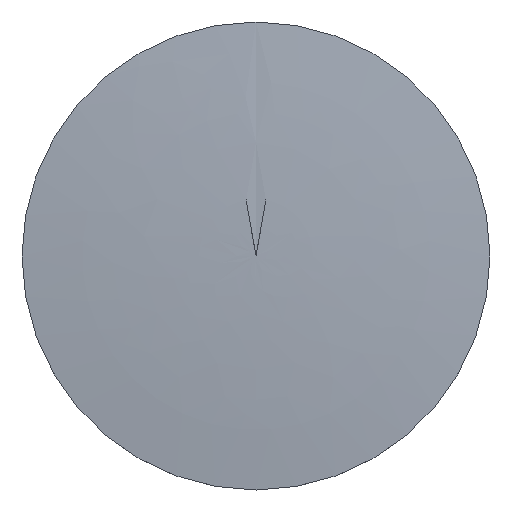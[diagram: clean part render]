
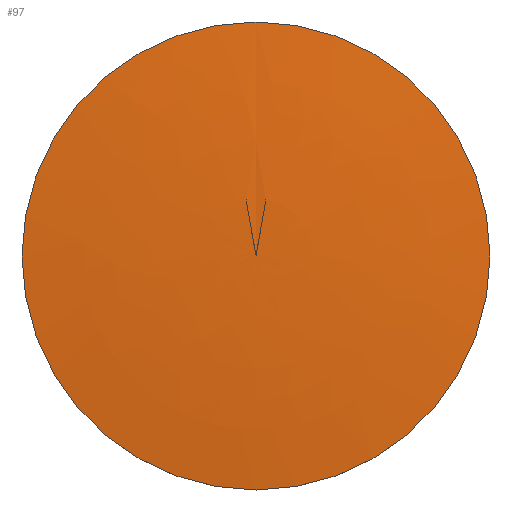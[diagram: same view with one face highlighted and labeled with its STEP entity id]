
A CAD part, top view. The second image highlights one B-rep face of the part: STEP entity #97.
In plain terms, the highlighted face is a revolution surface.
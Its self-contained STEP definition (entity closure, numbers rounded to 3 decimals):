
#97=ADVANCED_FACE('',(#105,#106),#107,.T.);
#105=FACE_BOUND('',#114,.T.);
#106=FACE_BOUND('',#115,.T.);
#107=SURFACE_OF_REVOLUTION('',#116,#117);
#114=VERTEX_LOOP('',#127);
#115=EDGE_LOOP('',(#128));
#116=B_SPLINE_CURVE_WITH_KNOTS('',3,(#129,#130,#131,#132,#133,#134,#135,#136,#137,#138,#139,#140,#141,#142,#143,#144,#145,#146,#147,#148,#149,#150,#151,#152,#153,#154,#155,#156,#157,#158,#159,#160,#161,#162,#163,#164,#165,#166,#167,#168,#169,#170,#171,#172,#173,#174,#175,#176,#177,#178,#179,#180,#181,#182,#183,#184,#185,#186,#187,#188,#189,#190,#191,#192,#193,#194,#195,#196,#197,#198,#199,#200,#201,#202,#203,#204,#205,#206,#207,#208,#209,#210,#211,#212,#213,#214,#215,#216,#217,#218,#219,#220,#221,#222,#223,#224,#225,#226,#227,#228,#229,#230,#231,#232,#233,#234,#235,#236,#237,#238,#239,#240,#241,#242,#243,#244,#245,#246,#247,#248,#249,#250,#251,#252,#253,#254,#255,#256,#257,#258),.UNSPECIFIED.,.F.,.F.,(4,2,2,2,2,2,2,2,2,2,2,2,2,2,2,2,2,2,2,2,2,2,2,2,2,2,2,2,2,2,2,2,2,2,2,2,2,2,2,2,2,2,2,2,2,2,2,2,2,2,2,2,2,2,2,2,2,2,2,2,2,2,2,2,4),(0.0,0.016,0.031,0.047,0.063,0.078,0.094,0.109,0.125,0.141,0.156,0.172,0.188,0.203,0.219,0.234,0.25,0.266,0.281,0.297,0.313,0.328,0.344,0.359,0.375,0.391,0.406,0.422,0.438,0.453,0.469,0.484,0.5,0.516,0.531,0.547,0.563,0.578,0.594,0.609,0.625,0.641,0.656,0.672,0.688,0.703,0.719,0.734,0.75,0.766,0.781,0.797,0.813,0.828,0.844,0.859,0.875,0.891,0.906,0.922,0.938,0.953,0.969,0.984,1.0),.UNSPECIFIED.);
#117=AXIS1_PLACEMENT('',#259,#260);
#127=VERTEX_POINT('',#263);
#128=ORIENTED_EDGE('',*,*,#261,.F.);
#129=CARTESIAN_POINT('',(0.0,0.0,10.08));
#130=CARTESIAN_POINT('',(0.0,0.526,10.08));
#131=CARTESIAN_POINT('',(0.0,1.052,10.08));
#132=CARTESIAN_POINT('',(0.0,2.104,10.078));
#133=CARTESIAN_POINT('',(0.0,2.63,10.077));
#134=CARTESIAN_POINT('',(0.0,3.682,10.073));
#135=CARTESIAN_POINT('',(0.0,4.208,10.071));
#136=CARTESIAN_POINT('',(0.0,5.26,10.065));
#137=CARTESIAN_POINT('',(0.0,5.786,10.062));
#138=CARTESIAN_POINT('',(0.0,6.839,10.055));
#139=CARTESIAN_POINT('',(0.0,7.365,10.051));
#140=CARTESIAN_POINT('',(0.0,8.417,10.042));
#141=CARTESIAN_POINT('',(0.0,8.943,10.037));
#142=CARTESIAN_POINT('',(0.0,9.995,10.027));
#143=CARTESIAN_POINT('',(0.0,10.521,10.021));
#144=CARTESIAN_POINT('',(0.0,11.573,10.008));
#145=CARTESIAN_POINT('',(0.0,12.099,10.002));
#146=CARTESIAN_POINT('',(0.0,13.151,9.987));
#147=CARTESIAN_POINT('',(0.0,13.677,9.98));
#148=CARTESIAN_POINT('',(0.0,14.729,9.964));
#149=CARTESIAN_POINT('',(0.0,15.255,9.955));
#150=CARTESIAN_POINT('',(0.0,16.307,9.937));
#151=CARTESIAN_POINT('',(0.0,16.833,9.928));
#152=CARTESIAN_POINT('',(0.0,17.885,9.909));
#153=CARTESIAN_POINT('',(0.0,18.411,9.898));
#154=CARTESIAN_POINT('',(0.0,19.464,9.877));
#155=CARTESIAN_POINT('',(0.0,19.99,9.866));
#156=CARTESIAN_POINT('',(0.0,21.042,9.843));
#157=CARTESIAN_POINT('',(0.0,21.568,9.831));
#158=CARTESIAN_POINT('',(0.0,22.62,9.806));
#159=CARTESIAN_POINT('',(0.0,23.146,9.793));
#160=CARTESIAN_POINT('',(0.0,24.198,9.766));
#161=CARTESIAN_POINT('',(0.0,24.724,9.753));
#162=CARTESIAN_POINT('',(0.0,25.776,9.724));
#163=CARTESIAN_POINT('',(0.0,26.302,9.71));
#164=CARTESIAN_POINT('',(0.0,27.354,9.679));
#165=CARTESIAN_POINT('',(0.0,27.88,9.664));
#166=CARTESIAN_POINT('',(0.0,28.932,9.632));
#167=CARTESIAN_POINT('',(0.0,29.458,9.616));
#168=CARTESIAN_POINT('',(0.0,30.51,9.582));
#169=CARTESIAN_POINT('',(0.0,31.036,9.565));
#170=CARTESIAN_POINT('',(0.0,32.089,9.53));
#171=CARTESIAN_POINT('',(0.0,32.615,9.512));
#172=CARTESIAN_POINT('',(0.0,33.667,9.475));
#173=CARTESIAN_POINT('',(0.0,34.193,9.456));
#174=CARTESIAN_POINT('',(0.0,35.245,9.417));
#175=CARTESIAN_POINT('',(0.0,35.771,9.397));
#176=CARTESIAN_POINT('',(0.0,36.823,9.357));
#177=CARTESIAN_POINT('',(0.0,37.349,9.336));
#178=CARTESIAN_POINT('',(0.0,38.401,9.294));
#179=CARTESIAN_POINT('',(0.0,38.927,9.272));
#180=CARTESIAN_POINT('',(0.0,39.979,9.229));
#181=CARTESIAN_POINT('',(0.0,40.505,9.206));
#182=CARTESIAN_POINT('',(0.0,41.557,9.161));
#183=CARTESIAN_POINT('',(0.0,42.083,9.138));
#184=CARTESIAN_POINT('',(0.0,43.135,9.09));
#185=CARTESIAN_POINT('',(0.0,43.661,9.066));
#186=CARTESIAN_POINT('',(0.0,44.714,9.017));
#187=CARTESIAN_POINT('',(0.0,45.24,8.993));
#188=CARTESIAN_POINT('',(0.0,46.292,8.942));
#189=CARTESIAN_POINT('',(0.0,46.818,8.916));
#190=CARTESIAN_POINT('',(0.0,47.87,8.864));
#191=CARTESIAN_POINT('',(0.0,48.396,8.838));
#192=CARTESIAN_POINT('',(0.0,49.448,8.784));
#193=CARTESIAN_POINT('',(0.0,49.974,8.757));
#194=CARTESIAN_POINT('',(0.0,51.026,8.701));
#195=CARTESIAN_POINT('',(0.0,51.552,8.673));
#196=CARTESIAN_POINT('',(0.0,52.604,8.616));
#197=CARTESIAN_POINT('',(0.0,53.13,8.587));
#198=CARTESIAN_POINT('',(0.0,54.182,8.528));
#199=CARTESIAN_POINT('',(0.0,54.708,8.499));
#200=CARTESIAN_POINT('',(0.0,55.76,8.438));
#201=CARTESIAN_POINT('',(0.0,56.286,8.408));
#202=CARTESIAN_POINT('',(0.0,57.339,8.346));
#203=CARTESIAN_POINT('',(0.0,57.865,8.315));
#204=CARTESIAN_POINT('',(0.0,58.917,8.251));
#205=CARTESIAN_POINT('',(0.0,59.443,8.219));
#206=CARTESIAN_POINT('',(0.0,60.495,8.154));
#207=CARTESIAN_POINT('',(0.0,61.021,8.121));
#208=CARTESIAN_POINT('',(0.0,62.073,8.054));
#209=CARTESIAN_POINT('',(0.0,62.599,8.021));
#210=CARTESIAN_POINT('',(0.0,63.651,7.953));
#211=CARTESIAN_POINT('',(0.0,64.177,7.918));
#212=CARTESIAN_POINT('',(0.0,65.229,7.849));
#213=CARTESIAN_POINT('',(0.0,65.755,7.813));
#214=CARTESIAN_POINT('',(0.0,66.807,7.742));
#215=CARTESIAN_POINT('',(0.0,67.333,7.706));
#216=CARTESIAN_POINT('',(0.0,68.385,7.633));
#217=CARTESIAN_POINT('',(0.0,68.911,7.597));
#218=CARTESIAN_POINT('',(0.0,69.964,7.522));
#219=CARTESIAN_POINT('',(0.0,70.49,7.485));
#220=CARTESIAN_POINT('',(0.0,71.542,7.409));
#221=CARTESIAN_POINT('',(0.0,72.068,7.371));
#222=CARTESIAN_POINT('',(0.0,73.12,7.294));
#223=CARTESIAN_POINT('',(0.0,73.646,7.255));
#224=CARTESIAN_POINT('',(0.0,74.698,7.176));
#225=CARTESIAN_POINT('',(0.0,75.224,7.136));
#226=CARTESIAN_POINT('',(0.0,76.276,7.056));
#227=CARTESIAN_POINT('',(0.0,76.802,7.015));
#228=CARTESIAN_POINT('',(0.0,77.854,6.934));
#229=CARTESIAN_POINT('',(0.0,78.38,6.893));
#230=CARTESIAN_POINT('',(0.0,79.432,6.81));
#231=CARTESIAN_POINT('',(0.0,79.958,6.768));
#232=CARTESIAN_POINT('',(0.0,81.01,6.683));
#233=CARTESIAN_POINT('',(0.0,81.536,6.641));
#234=CARTESIAN_POINT('',(0.0,82.589,6.555));
#235=CARTESIAN_POINT('',(0.0,83.115,6.511));
#236=CARTESIAN_POINT('',(0.0,84.167,6.424));
#237=CARTESIAN_POINT('',(0.0,84.693,6.38));
#238=CARTESIAN_POINT('',(0.0,85.745,6.291));
#239=CARTESIAN_POINT('',(0.0,86.271,6.246));
#240=CARTESIAN_POINT('',(0.0,87.323,6.156));
#241=CARTESIAN_POINT('',(0.0,87.849,6.111));
#242=CARTESIAN_POINT('',(0.0,88.901,6.019));
#243=CARTESIAN_POINT('',(0.0,89.427,5.973));
#244=CARTESIAN_POINT('',(0.0,90.479,5.881));
#245=CARTESIAN_POINT('',(0.0,91.005,5.834));
#246=CARTESIAN_POINT('',(0.0,92.057,5.74));
#247=CARTESIAN_POINT('',(0.0,92.583,5.692));
#248=CARTESIAN_POINT('',(0.0,93.635,5.597));
#249=CARTESIAN_POINT('',(0.0,94.161,5.549));
#250=CARTESIAN_POINT('',(0.0,95.214,5.452));
#251=CARTESIAN_POINT('',(0.0,95.74,5.403));
#252=CARTESIAN_POINT('',(0.0,96.792,5.305));
#253=CARTESIAN_POINT('',(0.0,97.318,5.255));
#254=CARTESIAN_POINT('',(0.0,98.37,5.156));
#255=CARTESIAN_POINT('',(0.0,98.896,5.106));
#256=CARTESIAN_POINT('',(0.0,99.948,5.005));
#257=CARTESIAN_POINT('',(0.0,100.474,4.954));
#258=CARTESIAN_POINT('',(0.0,101.0,4.903));
#259=CARTESIAN_POINT('',(0.0,0.0,10.08));
#260=DIRECTION('',(-0.0,-0.0,-1.0));
#261=EDGE_CURVE('',#264,#264,#265,.T.);
#263=CARTESIAN_POINT('',(0.0,0.0,10.08));
#264=VERTEX_POINT('',#268);
#265=CIRCLE('',#269,100.0);
#268=CARTESIAN_POINT('',(0.,-100.0,5.));
#269=AXIS2_PLACEMENT_3D('',#272,#273,#274);
#272=CARTESIAN_POINT('',(0.0,0.0,5.));
#273=DIRECTION('',(0.0,0.0,-1.0));
#274=DIRECTION('',(0.0,1.0,0.0));
